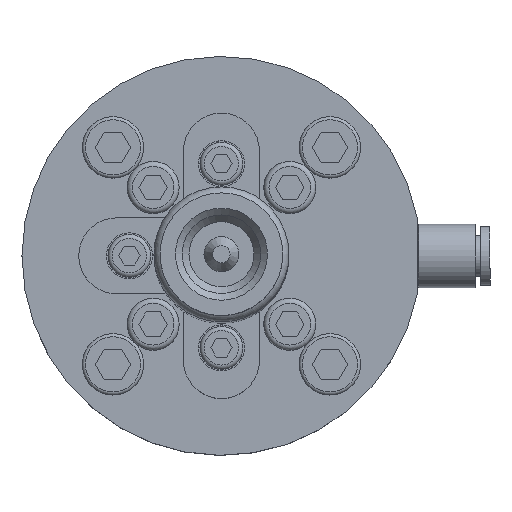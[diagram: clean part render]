
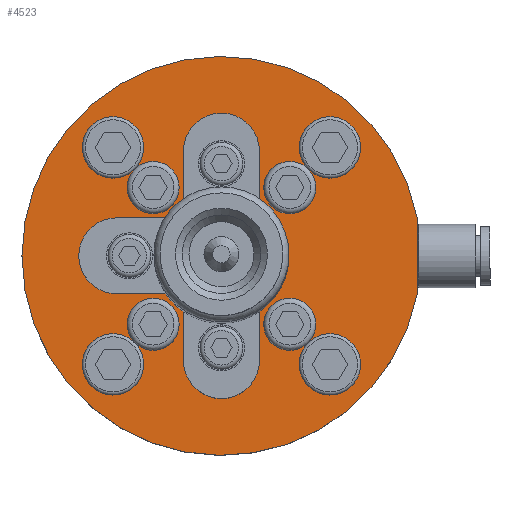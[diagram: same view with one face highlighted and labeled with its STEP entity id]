
A CAD part, top view. The second image highlights one B-rep face of the part: STEP entity #4523.
In plain terms, the highlighted planar face has unit normal (0, 0, 1).
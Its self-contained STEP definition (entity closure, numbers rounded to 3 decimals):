
#279=FACE_BOUND('',#1074,.T.);
#280=FACE_BOUND('',#1075,.T.);
#281=FACE_BOUND('',#1076,.T.);
#282=FACE_BOUND('',#1077,.T.);
#283=FACE_BOUND('',#1078,.T.);
#284=FACE_BOUND('',#1079,.T.);
#285=FACE_BOUND('',#1080,.T.);
#286=FACE_BOUND('',#1081,.T.);
#287=FACE_BOUND('',#1082,.T.);
#288=FACE_BOUND('',#1083,.T.);
#289=FACE_BOUND('',#1084,.T.);
#290=FACE_BOUND('',#1085,.T.);
#493=CIRCLE('',#5019,2.55);
#495=CIRCLE('',#5022,3.05);
#497=CIRCLE('',#5025,3.05);
#499=CIRCLE('',#5028,2.55);
#501=CIRCLE('',#5031,2.55);
#503=CIRCLE('',#5034,2.05);
#505=CIRCLE('',#5037,2.55);
#507=CIRCLE('',#5040,2.05);
#509=CIRCLE('',#5043,2.05);
#511=CIRCLE('',#5046,3.05);
#513=CIRCLE('',#5049,3.05);
#523=CIRCLE('',#5066,9.);
#524=CIRCLE('',#5068,32.5);
#749=FACE_OUTER_BOUND('',#1073,.T.);
#1073=EDGE_LOOP('',(#3402,#3403));
#1074=EDGE_LOOP('',(#3404));
#1075=EDGE_LOOP('',(#3405));
#1076=EDGE_LOOP('',(#3406));
#1077=EDGE_LOOP('',(#3407));
#1078=EDGE_LOOP('',(#3408));
#1079=EDGE_LOOP('',(#3409));
#1080=EDGE_LOOP('',(#3410));
#1081=EDGE_LOOP('',(#3411));
#1082=EDGE_LOOP('',(#3412));
#1083=EDGE_LOOP('',(#3413));
#1084=EDGE_LOOP('',(#3414));
#1085=EDGE_LOOP('',(#3415));
#1471=LINE('',#7251,#1800);
#1800=VECTOR('',#5845,10.);
#2099=VERTEX_POINT('',#7152);
#2101=VERTEX_POINT('',#7158);
#2103=VERTEX_POINT('',#7164);
#2105=VERTEX_POINT('',#7170);
#2107=VERTEX_POINT('',#7176);
#2109=VERTEX_POINT('',#7182);
#2111=VERTEX_POINT('',#7188);
#2113=VERTEX_POINT('',#7194);
#2115=VERTEX_POINT('',#7200);
#2117=VERTEX_POINT('',#7206);
#2119=VERTEX_POINT('',#7212);
#2131=VERTEX_POINT('',#7248);
#2132=VERTEX_POINT('',#7250);
#2134=VERTEX_POINT('',#7259);
#2545=EDGE_CURVE('',#2099,#2099,#493,.T.);
#2548=EDGE_CURVE('',#2101,#2101,#495,.T.);
#2551=EDGE_CURVE('',#2103,#2103,#497,.T.);
#2554=EDGE_CURVE('',#2105,#2105,#499,.T.);
#2557=EDGE_CURVE('',#2107,#2107,#501,.T.);
#2560=EDGE_CURVE('',#2109,#2109,#503,.T.);
#2563=EDGE_CURVE('',#2111,#2111,#505,.T.);
#2566=EDGE_CURVE('',#2113,#2113,#507,.T.);
#2569=EDGE_CURVE('',#2115,#2115,#509,.T.);
#2572=EDGE_CURVE('',#2117,#2117,#511,.T.);
#2575=EDGE_CURVE('',#2119,#2119,#513,.T.);
#2595=EDGE_CURVE('',#2131,#2132,#1471,.T.);
#2601=EDGE_CURVE('',#2134,#2134,#523,.T.);
#2602=EDGE_CURVE('',#2131,#2132,#524,.T.);
#3402=ORIENTED_EDGE('',*,*,#2602,.T.);
#3403=ORIENTED_EDGE('',*,*,#2595,.F.);
#3404=ORIENTED_EDGE('',*,*,#2566,.T.);
#3405=ORIENTED_EDGE('',*,*,#2569,.T.);
#3406=ORIENTED_EDGE('',*,*,#2560,.T.);
#3407=ORIENTED_EDGE('',*,*,#2554,.T.);
#3408=ORIENTED_EDGE('',*,*,#2572,.T.);
#3409=ORIENTED_EDGE('',*,*,#2551,.T.);
#3410=ORIENTED_EDGE('',*,*,#2557,.T.);
#3411=ORIENTED_EDGE('',*,*,#2545,.T.);
#3412=ORIENTED_EDGE('',*,*,#2575,.T.);
#3413=ORIENTED_EDGE('',*,*,#2548,.T.);
#3414=ORIENTED_EDGE('',*,*,#2563,.T.);
#3415=ORIENTED_EDGE('',*,*,#2601,.T.);
#4346=PLANE('',#5069);
#4523=ADVANCED_FACE('',(#749,#279,#280,#281,#282,#283,#284,#285,#286,#287,
#288,#289,#290),#4346,.T.);
#5019=AXIS2_PLACEMENT_3D('',#7153,#5737,#5738);
#5022=AXIS2_PLACEMENT_3D('',#7159,#5744,#5745);
#5025=AXIS2_PLACEMENT_3D('',#7165,#5751,#5752);
#5028=AXIS2_PLACEMENT_3D('',#7171,#5758,#5759);
#5031=AXIS2_PLACEMENT_3D('',#7177,#5765,#5766);
#5034=AXIS2_PLACEMENT_3D('',#7183,#5772,#5773);
#5037=AXIS2_PLACEMENT_3D('',#7189,#5779,#5780);
#5040=AXIS2_PLACEMENT_3D('',#7195,#5786,#5787);
#5043=AXIS2_PLACEMENT_3D('',#7201,#5793,#5794);
#5046=AXIS2_PLACEMENT_3D('',#7207,#5800,#5801);
#5049=AXIS2_PLACEMENT_3D('',#7213,#5807,#5808);
#5066=AXIS2_PLACEMENT_3D('',#7261,#5857,#5858);
#5068=AXIS2_PLACEMENT_3D('',#7263,#5861,#5862);
#5069=AXIS2_PLACEMENT_3D('',#7264,#5863,#5864);
#5737=DIRECTION('center_axis',(0.,0.,-1.));
#5738=DIRECTION('ref_axis',(-0.707,-0.707,0.));
#5744=DIRECTION('center_axis',(0.,0.,-1.));
#5745=DIRECTION('ref_axis',(-0.707,-0.707,0.));
#5751=DIRECTION('center_axis',(0.,0.,-1.));
#5752=DIRECTION('ref_axis',(-0.707,-0.707,0.));
#5758=DIRECTION('center_axis',(0.,0.,-1.));
#5759=DIRECTION('ref_axis',(-0.707,-0.707,0.));
#5765=DIRECTION('center_axis',(0.,0.,-1.));
#5766=DIRECTION('ref_axis',(-0.707,-0.707,0.));
#5772=DIRECTION('center_axis',(0.,0.,-1.));
#5773=DIRECTION('ref_axis',(-1.,0.,0.));
#5779=DIRECTION('center_axis',(0.,0.,-1.));
#5780=DIRECTION('ref_axis',(-0.707,-0.707,0.));
#5786=DIRECTION('center_axis',(0.,0.,-1.));
#5787=DIRECTION('ref_axis',(-1.,0.,0.));
#5793=DIRECTION('center_axis',(0.,0.,-1.));
#5794=DIRECTION('ref_axis',(-1.,0.,0.));
#5800=DIRECTION('center_axis',(0.,0.,-1.));
#5801=DIRECTION('ref_axis',(-0.707,-0.707,0.));
#5807=DIRECTION('center_axis',(0.,0.,-1.));
#5808=DIRECTION('ref_axis',(-0.707,-0.707,0.));
#5845=DIRECTION('',(0.,-1.,0.));
#5857=DIRECTION('center_axis',(0.,0.,-1.));
#5858=DIRECTION('ref_axis',(-1.,0.,0.));
#5861=DIRECTION('center_axis',(0.,0.,1.));
#5862=DIRECTION('ref_axis',(1.,0.,0.));
#5863=DIRECTION('center_axis',(0.,0.,1.));
#5864=DIRECTION('ref_axis',(1.,0.,0.));
#7152=CARTESIAN_POINT('',(9.334,-9.334,15.));
#7153=CARTESIAN_POINT('Origin',(11.137,-11.137,15.));
#7158=CARTESIAN_POINT('',(-19.834,-15.521,15.));
#7159=CARTESIAN_POINT('Origin',(-17.678,-17.678,15.));
#7164=CARTESIAN_POINT('',(-19.834,19.834,15.));
#7165=CARTESIAN_POINT('Origin',(-17.678,17.678,15.));
#7170=CARTESIAN_POINT('',(9.334,12.94,15.));
#7171=CARTESIAN_POINT('Origin',(11.137,11.137,15.));
#7176=CARTESIAN_POINT('',(-12.94,12.94,15.));
#7177=CARTESIAN_POINT('Origin',(-11.137,11.137,15.));
#7182=CARTESIAN_POINT('',(-1.45,16.45,15.));
#7183=CARTESIAN_POINT('Origin',(0.,15.,15.));
#7188=CARTESIAN_POINT('',(-12.94,-9.334,15.));
#7189=CARTESIAN_POINT('Origin',(-11.137,-11.137,15.));
#7194=CARTESIAN_POINT('',(-1.45,-13.55,15.));
#7195=CARTESIAN_POINT('Origin',(0.,-15.,15.));
#7200=CARTESIAN_POINT('',(-16.45,1.45,15.));
#7201=CARTESIAN_POINT('Origin',(-15.,0.,15.));
#7206=CARTESIAN_POINT('',(15.521,19.834,15.));
#7207=CARTESIAN_POINT('Origin',(17.678,17.678,15.));
#7212=CARTESIAN_POINT('',(15.521,-15.521,15.));
#7213=CARTESIAN_POINT('Origin',(17.678,-17.678,15.));
#7248=CARTESIAN_POINT('',(31.884,6.3,15.));
#7250=CARTESIAN_POINT('',(31.884,-6.3,15.));
#7251=CARTESIAN_POINT('',(31.884,6.3,15.));
#7259=CARTESIAN_POINT('',(9.,0.,15.));
#7261=CARTESIAN_POINT('Origin',(0.,0.,15.));
#7263=CARTESIAN_POINT('Origin',(0.,0.,15.));
#7264=CARTESIAN_POINT('Origin',(0.,0.,15.));
